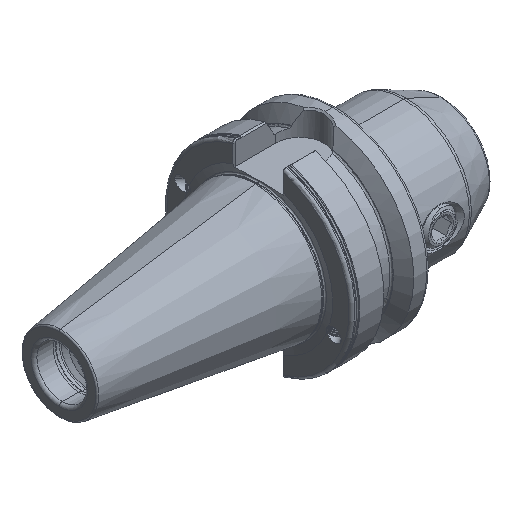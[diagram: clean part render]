
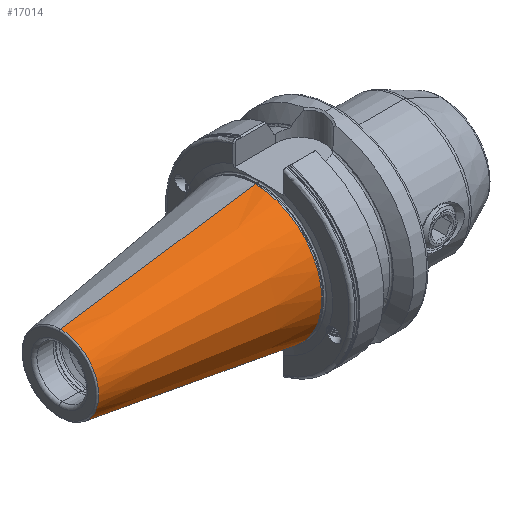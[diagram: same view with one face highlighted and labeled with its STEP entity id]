
A CAD part, isometric view. The second image highlights one B-rep face of the part: STEP entity #17014.
In plain terms, the highlighted conical face has half-angle 8.297 degrees and reference radius 22.24 mm.
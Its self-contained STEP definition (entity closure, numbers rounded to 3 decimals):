
#2670 = AXIS2_PLACEMENT_3D ( 'NONE', #16221, #16233, #16251 ) ;
#2687 = AXIS2_PLACEMENT_3D ( 'NONE', #16641, #16646, #16658 ) ;
#2948 = EDGE_CURVE ( 'NONE', #14058, #14098, #20134, .T. ) ;
#3016 = EDGE_CURVE ( 'NONE', #14054, #14064, #20181, .T. ) ;
#3107 = EDGE_CURVE ( 'NONE', #14054, #14058, #20213, .T. ) ;
#3153 = EDGE_CURVE ( 'NONE', #14064, #14098, #20286, .T. ) ;
#4569 = DIRECTION ( 'NONE',  ( 1., 0., 0. ) ) ;
#4570 = DIRECTION ( 'NONE',  ( 0., 0., -1. ) ) ;
#4584 = CARTESIAN_POINT ( 'NONE',  ( -0.9, 0., 0. ) ) ;
#5901 = EDGE_LOOP ( 'NONE', ( #11054, #6027, #6003, #6019 ) ) ;
#6003 = ORIENTED_EDGE ( 'NONE', *, *, #3153, .T. ) ;
#6019 = ORIENTED_EDGE ( 'NONE', *, *, #2948, .F. ) ;
#6027 = ORIENTED_EDGE ( 'NONE', *, *, #3016, .T. ) ;
#6255 = AXIS2_PLACEMENT_3D ( 'NONE', #4584, #4569, #4570 ) ;
#7434 = CONICAL_SURFACE ( 'NONE', #6255, 22.24, 0.145 ) ;
#7480 = FACE_OUTER_BOUND ( 'NONE', #5901, .T. ) ;
#11054 = ORIENTED_EDGE ( 'NONE', *, *, #3107, .F. ) ;
#14054 = VERTEX_POINT ( 'NONE', #14494 ) ;
#14058 = VERTEX_POINT ( 'NONE', #14489 ) ;
#14064 = VERTEX_POINT ( 'NONE', #14468 ) ;
#14098 = VERTEX_POINT ( 'NONE', #14451 ) ;
#14451 = CARTESIAN_POINT ( 'NONE',  ( -0.9, 0., -22.24 ) ) ;
#14468 = CARTESIAN_POINT ( 'NONE',  ( -65.972, 0., -12.75 ) ) ;
#14489 = CARTESIAN_POINT ( 'NONE',  ( -0.9, 0., 22.24 ) ) ;
#14494 = CARTESIAN_POINT ( 'NONE',  ( -65.972, 0., 12.75 ) ) ;
#16221 = CARTESIAN_POINT ( 'NONE',  ( -0.9, 0., 0. ) ) ;
#16233 = DIRECTION ( 'NONE',  ( 1., 0., 0. ) ) ;
#16251 = DIRECTION ( 'NONE',  ( 0., 0., -1. ) ) ;
#16641 = CARTESIAN_POINT ( 'NONE',  ( -65.972, 0., 0. ) ) ;
#16646 = DIRECTION ( 'NONE',  ( 1., 0., 0. ) ) ;
#16658 = DIRECTION ( 'NONE',  ( 0., 0., -1. ) ) ;
#17014 = ADVANCED_FACE ( 'NONE', ( #7480 ), #7434, .T. ) ;
#18839 = DIRECTION ( 'NONE',  ( 0.99, 0., 0.144 ) ) ;
#18873 = CARTESIAN_POINT ( 'NONE',  ( -0.9, 0., 22.24 ) ) ;
#19031 = CARTESIAN_POINT ( 'NONE',  ( -0.9, 0., -22.24 ) ) ;
#19102 = DIRECTION ( 'NONE',  ( 0.99, 0., -0.144 ) ) ;
#20134 = CIRCLE ( 'NONE', #2670, 22.24 ) ;
#20181 = CIRCLE ( 'NONE', #2687, 12.75 ) ;
#20213 = LINE ( 'NONE', #18873, #20227 ) ;
#20227 = VECTOR ( 'NONE', #18839, 1000. ) ;
#20262 = VECTOR ( 'NONE', #19102, 1000. ) ;
#20286 = LINE ( 'NONE', #19031, #20262 ) ;
